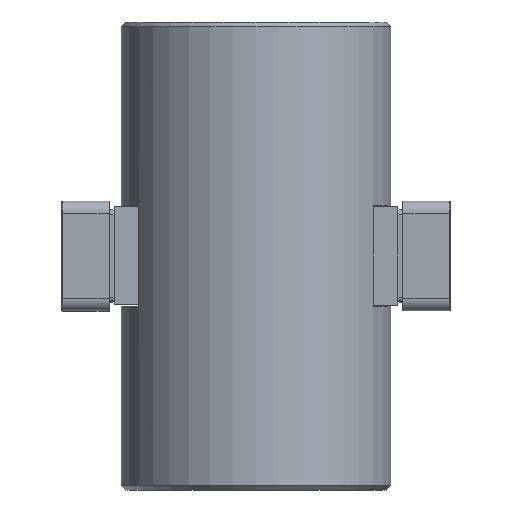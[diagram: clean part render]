
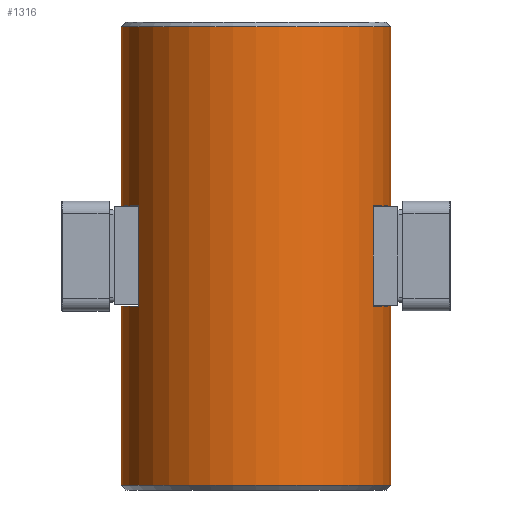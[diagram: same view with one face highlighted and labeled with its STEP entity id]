
A CAD part, front view. The second image highlights one B-rep face of the part: STEP entity #1316.
In plain terms, the highlighted cylindrical face has radius 34.798 mm (diameter 69.596 mm), a full revolution.
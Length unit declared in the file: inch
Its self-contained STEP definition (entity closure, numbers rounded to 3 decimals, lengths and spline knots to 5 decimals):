
#1149=CARTESIAN_POINT('',(1.37,0.,-2.325));
#1150=VERTEX_POINT('',#1149);
#1151=CARTESIAN_POINT('',(0.,0.0,-2.325));
#1152=DIRECTION('',(0.0,0.0,-1.0));
#1153=DIRECTION('',(-1.0,0.0,0.0));
#1154=AXIS2_PLACEMENT_3D('',#1151,#1152,#1153);
#1155=CIRCLE('',#1154,1.37);
#1156=EDGE_CURVE('',#1150,#1150,#1155,.T.);
#1161=CARTESIAN_POINT('',(0.,0.0,-2.375));
#1162=DIRECTION('',(0.0,0.0,1.0));
#1163=DIRECTION('',(1.0,0.0,0.0));
#1164=AXIS2_PLACEMENT_3D('',#1161,#1162,#1163);
#1165=CYLINDRICAL_SURFACE('',#1164,1.37);
#1166=ORIENTED_EDGE('',*,*,#1156,.F.);
#1167=EDGE_LOOP('',(#1166));
#1168=FACE_OUTER_BOUND('',#1167,.T.);
#1169=CARTESIAN_POINT('',(1.19,0.67882,-0.5125));
#1170=VERTEX_POINT('',#1169);
#1171=CARTESIAN_POINT('',(1.19,-0.67882,-0.5125));
#1172=VERTEX_POINT('',#1171);
#1173=CARTESIAN_POINT('',(0.,0.0,-0.5125));
#1174=DIRECTION('',(0.0,0.0,-1.0));
#1175=DIRECTION('',(1.0,0.0,0.0));
#1176=AXIS2_PLACEMENT_3D('',#1173,#1174,#1175);
#1177=CIRCLE('',#1176,1.37);
#1178=EDGE_CURVE('',#1170,#1172,#1177,.T.);
#1179=ORIENTED_EDGE('',*,*,#1178,.T.);
#1180=CARTESIAN_POINT('',(1.19,-0.67882,-0.495));
#1181=VERTEX_POINT('',#1180);
#1182=CARTESIAN_POINT('',(1.19,-0.67882,-0.5125));
#1183=DIRECTION('',(0.,0.,1.0));
#1184=VECTOR('',#1183,0.0175);
#1185=LINE('',#1182,#1184);
#1186=EDGE_CURVE('',#1172,#1181,#1185,.T.);
#1187=ORIENTED_EDGE('',*,*,#1186,.T.);
#1188=CARTESIAN_POINT('',(1.19,-0.67882,0.505));
#1189=VERTEX_POINT('',#1188);
#1190=CARTESIAN_POINT('',(1.19,-0.67882,-0.495));
#1191=DIRECTION('',(0.0,0.0,1.0));
#1192=VECTOR('',#1191,1.0);
#1193=LINE('',#1190,#1192);
#1194=EDGE_CURVE('',#1181,#1189,#1193,.T.);
#1195=ORIENTED_EDGE('',*,*,#1194,.T.);
#1196=CARTESIAN_POINT('',(1.19,-0.67882,0.5125));
#1197=VERTEX_POINT('',#1196);
#1198=CARTESIAN_POINT('',(1.19,-0.67882,0.505));
#1199=DIRECTION('',(0.,0.,1.0));
#1200=VECTOR('',#1199,0.0075);
#1201=LINE('',#1198,#1200);
#1202=EDGE_CURVE('',#1189,#1197,#1201,.T.);
#1203=ORIENTED_EDGE('',*,*,#1202,.T.);
#1204=CARTESIAN_POINT('',(1.19,0.67882,0.5125));
#1205=VERTEX_POINT('',#1204);
#1206=CARTESIAN_POINT('',(0.,0.0,0.5125));
#1207=DIRECTION('',(0.0,0.0,1.0));
#1208=DIRECTION('',(1.0,0.0,0.0));
#1209=AXIS2_PLACEMENT_3D('',#1206,#1207,#1208);
#1210=CIRCLE('',#1209,1.37);
#1211=EDGE_CURVE('',#1197,#1205,#1210,.T.);
#1212=ORIENTED_EDGE('',*,*,#1211,.T.);
#1213=CARTESIAN_POINT('',(1.19,0.67882,0.505));
#1214=VERTEX_POINT('',#1213);
#1215=CARTESIAN_POINT('',(1.19,0.67882,0.5125));
#1216=DIRECTION('',(0.,0.,-1.0));
#1217=VECTOR('',#1216,0.0075);
#1218=LINE('',#1215,#1217);
#1219=EDGE_CURVE('',#1205,#1214,#1218,.T.);
#1220=ORIENTED_EDGE('',*,*,#1219,.T.);
#1221=CARTESIAN_POINT('',(1.19,0.67882,-0.495));
#1222=VERTEX_POINT('',#1221);
#1223=CARTESIAN_POINT('',(1.19,0.67882,0.505));
#1224=DIRECTION('',(0.0,0.0,-1.0));
#1225=VECTOR('',#1224,1.0);
#1226=LINE('',#1223,#1225);
#1227=EDGE_CURVE('',#1214,#1222,#1226,.T.);
#1228=ORIENTED_EDGE('',*,*,#1227,.T.);
#1229=CARTESIAN_POINT('',(1.19,0.67882,-0.495));
#1230=DIRECTION('',(0.,0.,-1.0));
#1231=VECTOR('',#1230,0.0175);
#1232=LINE('',#1229,#1231);
#1233=EDGE_CURVE('',#1222,#1170,#1232,.T.);
#1234=ORIENTED_EDGE('',*,*,#1233,.T.);
#1235=EDGE_LOOP('',(#1179,#1187,#1195,#1203,#1212,#1220,#1228,#1234));
#1236=FACE_BOUND('',#1235,.T.);
#1237=CARTESIAN_POINT('',(-1.19,-0.67882,-0.5125));
#1238=VERTEX_POINT('',#1237);
#1239=CARTESIAN_POINT('',(-1.19,0.67882,-0.5125));
#1240=VERTEX_POINT('',#1239);
#1241=CARTESIAN_POINT('',(0.,0.0,-0.5125));
#1242=DIRECTION('',(0.0,0.0,-1.0));
#1243=DIRECTION('',(1.0,0.0,0.0));
#1244=AXIS2_PLACEMENT_3D('',#1241,#1242,#1243);
#1245=CIRCLE('',#1244,1.37);
#1246=EDGE_CURVE('',#1238,#1240,#1245,.T.);
#1247=ORIENTED_EDGE('',*,*,#1246,.T.);
#1248=CARTESIAN_POINT('',(-1.19,0.67882,-0.5));
#1249=VERTEX_POINT('',#1248);
#1250=CARTESIAN_POINT('',(-1.19,0.67882,-0.5125));
#1251=DIRECTION('',(0.0,0.0,1.0));
#1252=VECTOR('',#1251,0.0125);
#1253=LINE('',#1250,#1252);
#1254=EDGE_CURVE('',#1240,#1249,#1253,.T.);
#1255=ORIENTED_EDGE('',*,*,#1254,.T.);
#1256=CARTESIAN_POINT('',(-1.19,0.67882,0.5));
#1257=VERTEX_POINT('',#1256);
#1258=CARTESIAN_POINT('',(-1.19,0.67882,-0.5));
#1259=DIRECTION('',(0.0,0.0,1.0));
#1260=VECTOR('',#1259,1.0);
#1261=LINE('',#1258,#1260);
#1262=EDGE_CURVE('',#1249,#1257,#1261,.T.);
#1263=ORIENTED_EDGE('',*,*,#1262,.T.);
#1264=CARTESIAN_POINT('',(-1.19,0.67882,0.5125));
#1265=VERTEX_POINT('',#1264);
#1266=CARTESIAN_POINT('',(-1.19,0.67882,0.5));
#1267=DIRECTION('',(0.0,0.0,1.0));
#1268=VECTOR('',#1267,0.0125);
#1269=LINE('',#1266,#1268);
#1270=EDGE_CURVE('',#1257,#1265,#1269,.T.);
#1271=ORIENTED_EDGE('',*,*,#1270,.T.);
#1272=CARTESIAN_POINT('',(-1.19,-0.67882,0.5125));
#1273=VERTEX_POINT('',#1272);
#1274=CARTESIAN_POINT('',(0.,0.0,0.5125));
#1275=DIRECTION('',(0.0,0.0,1.0));
#1276=DIRECTION('',(1.0,0.0,0.0));
#1277=AXIS2_PLACEMENT_3D('',#1274,#1275,#1276);
#1278=CIRCLE('',#1277,1.37);
#1279=EDGE_CURVE('',#1265,#1273,#1278,.T.);
#1280=ORIENTED_EDGE('',*,*,#1279,.T.);
#1281=CARTESIAN_POINT('',(-1.19,-0.67882,0.5));
#1282=VERTEX_POINT('',#1281);
#1283=CARTESIAN_POINT('',(-1.19,-0.67882,0.5125));
#1284=DIRECTION('',(0.0,0.0,-1.0));
#1285=VECTOR('',#1284,0.0125);
#1286=LINE('',#1283,#1285);
#1287=EDGE_CURVE('',#1273,#1282,#1286,.T.);
#1288=ORIENTED_EDGE('',*,*,#1287,.T.);
#1289=CARTESIAN_POINT('',(-1.19,-0.67882,-0.5));
#1290=VERTEX_POINT('',#1289);
#1291=CARTESIAN_POINT('',(-1.19,-0.67882,0.5));
#1292=DIRECTION('',(0.0,0.0,-1.0));
#1293=VECTOR('',#1292,1.0);
#1294=LINE('',#1291,#1293);
#1295=EDGE_CURVE('',#1282,#1290,#1294,.T.);
#1296=ORIENTED_EDGE('',*,*,#1295,.T.);
#1297=CARTESIAN_POINT('',(-1.19,-0.67882,-0.5));
#1298=DIRECTION('',(0.0,0.0,-1.0));
#1299=VECTOR('',#1298,0.0125);
#1300=LINE('',#1297,#1299);
#1301=EDGE_CURVE('',#1290,#1238,#1300,.T.);
#1302=ORIENTED_EDGE('',*,*,#1301,.T.);
#1303=EDGE_LOOP('',(#1247,#1255,#1263,#1271,#1280,#1288,#1296,#1302));
#1304=FACE_BOUND('',#1303,.T.);
#1305=CARTESIAN_POINT('',(-1.37,0.0,2.325));
#1306=VERTEX_POINT('',#1305);
#1307=CARTESIAN_POINT('',(0.,0.0,2.325));
#1308=DIRECTION('',(0.0,0.0,1.0));
#1309=DIRECTION('',(-1.0,0.0,0.0));
#1310=AXIS2_PLACEMENT_3D('',#1307,#1308,#1309);
#1311=CIRCLE('',#1310,1.37);
#1312=EDGE_CURVE('',#1306,#1306,#1311,.T.);
#1313=ORIENTED_EDGE('',*,*,#1312,.F.);
#1314=EDGE_LOOP('',(#1313));
#1315=FACE_BOUND('',#1314,.T.);
#1316=ADVANCED_FACE('',(#1168,#1236,#1304,#1315),#1165,.T.);
